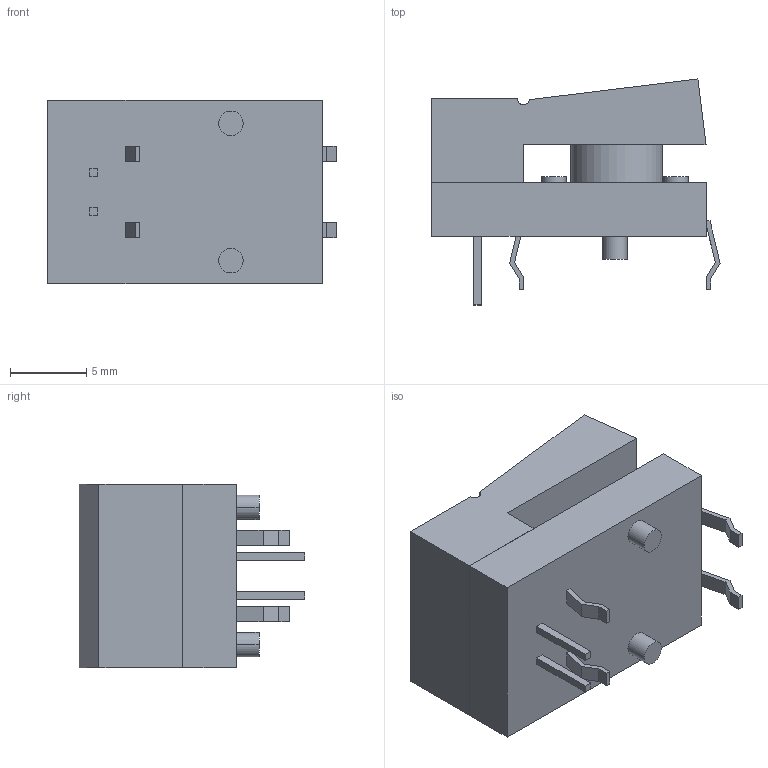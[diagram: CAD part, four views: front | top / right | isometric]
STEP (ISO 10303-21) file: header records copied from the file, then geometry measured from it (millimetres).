
FILE_DESCRIPTION(('STEP AP242'),'1');
FILE_NAME('b3j-3300.stp','2023-11-23T02:35:12',('TraceParts'),('TraceParts S.A.'),'Spatial InterOp 3D',' ',' ');
FILE_SCHEMA(('AP242_MANAGED_MODEL_BASED_3D_ENGINEERING_MIM_LF {1 0 10303 442 1 1 4}'));
Length unit declared in the file: millimetre
Products named in the file (1): b3j-3300_1
Bounding box: 18.9 x 14.8 x 12 mm (x, y, z)
Volume: 1743.3 mm3; surface area: 1521.3 mm2
Topology: 2 solids, 2 shells, 91 faces, 216 edges, 144 vertices
Faces by surface type: plane 72, cylinder 19
Entity records: 2805 total; most frequent: CARTESIAN_POINT 453, DIRECTION 440, ORIENTED_EDGE 432, EDGE_CURVE 216, LINE 178, VECTOR 178, VERTEX_POINT 144, AXIS2_PLACEMENT_3D 131
